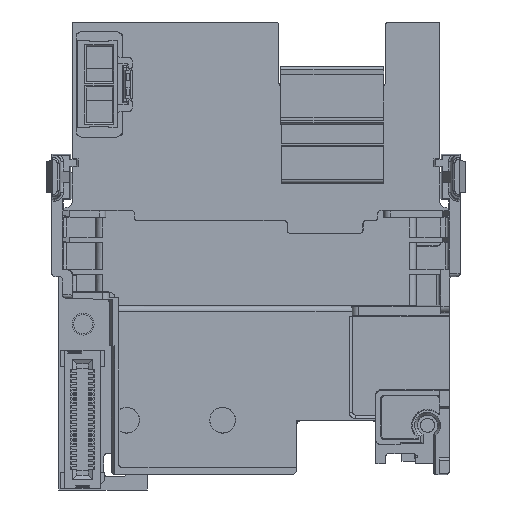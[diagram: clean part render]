
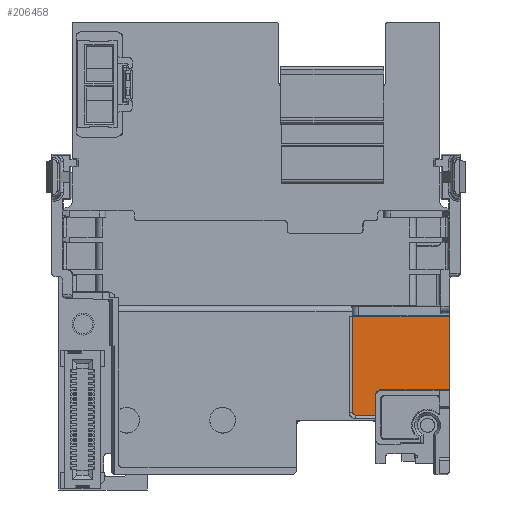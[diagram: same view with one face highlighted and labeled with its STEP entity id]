
A CAD part, front view. The second image highlights one B-rep face of the part: STEP entity #206458.
In plain terms, the highlighted planar face has unit normal (0, -1, 0).
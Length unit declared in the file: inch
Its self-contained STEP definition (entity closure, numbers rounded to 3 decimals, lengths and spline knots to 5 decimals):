
#290 = CARTESIAN_POINT ( 'NONE',  ( 1.11109, -0.16535, -2.41591 ) ) ;
#2498 = CARTESIAN_POINT ( 'NONE',  ( 1.09508, -0.16535, -1.81093 ) ) ;
#4321 = AXIS2_PLACEMENT_3D ( 'NONE', #86754, #50870, #71171 ) ;
#17485 = CARTESIAN_POINT ( 'NONE',  ( 1.10447, -0.16535, -2.41142 ) ) ;
#18060 = CARTESIAN_POINT ( 'NONE',  ( 1.2612, -0.16535, -2.26378 ) ) ;
#18265 = CARTESIAN_POINT ( 'NONE',  ( 1.1107, -0.16535, -2.41575 ) ) ;
#21425 = VERTEX_POINT ( 'NONE', #156748 ) ;
#26254 = CARTESIAN_POINT ( 'NONE',  ( 1.6935, -0.16535, -2.25993 ) ) ;
#32906 = CARTESIAN_POINT ( 'NONE',  ( 1.26243, -0.16535, -2.26322 ) ) ;
#34449 = VERTEX_POINT ( 'NONE', #26254 ) ;
#34620 = CARTESIAN_POINT ( 'NONE',  ( 1.10706, -0.16535, -2.41378 ) ) ;
#36916 = CARTESIAN_POINT ( 'NONE',  ( 1.10557, -0.16535, -2.41255 ) ) ;
#37220 = LINE ( 'NONE', #181899, #176689 ) ;
#37866 = DIRECTION ( 'NONE',  ( 1., 0., 0. ) ) ;
#40909 = ORIENTED_EDGE ( 'NONE', *, *, #139869, .T. ) ;
#50758 = CARTESIAN_POINT ( 'NONE',  ( 1.23917, -0.16535, -2.29313 ) ) ;
#50870 = DIRECTION ( 'NONE',  ( 0., -1., 0. ) ) ;
#51544 = CARTESIAN_POINT ( 'NONE',  ( 1.24846, -0.16535, -2.27337 ) ) ;
#52520 = CARTESIAN_POINT ( 'NONE',  ( 1.10372, -0.16535, -2.41059 ) ) ;
#53693 = LINE ( 'NONE', #2498, #176198 ) ;
#55378 = EDGE_CURVE ( 'NONE', #21425, #183639, #53693, .T. ) ;
#61275 = VERTEX_POINT ( 'NONE', #135538 ) ;
#63592 = B_SPLINE_CURVE_WITH_KNOTS ( 'NONE', 3,
 ( #124806, #212762, #50758, #124039, #159067, #194873, #123281, #211240, #70295, #69531, #51544, #121732, #86646, #213538, #18060, #32906, #157564, #142706, #104523, #103736 ),
 .UNSPECIFIED., .F., .F.,
 ( 4, 1, 1, 2, 2, 2, 2, 1, 1, 2, 2, 4 ),
 ( 0., 0.125, 0.1875, 0.21875, 0.25, 0.375, 0.5, 0.625, 0.6875, 0.71875, 0.75, 1. ),
 .UNSPECIFIED. ) ;
#66583 = CARTESIAN_POINT ( 'NONE',  ( 1.09893, -0.16535, -2.39773 ) ) ;
#69531 = CARTESIAN_POINT ( 'NONE',  ( 1.24672, -0.16535, -2.27549 ) ) ;
#69725 = CARTESIAN_POINT ( 'NONE',  ( 1.10135, -0.16535, -2.40731 ) ) ;
#70295 = CARTESIAN_POINT ( 'NONE',  ( 1.2438, -0.16535, -2.27994 ) ) ;
#71171 = DIRECTION ( 'NONE',  ( 0., 0., -1. ) ) ;
#72439 = EDGE_CURVE ( 'NONE', #183639, #213526, #139512, .T. ) ;
#75868 = CARTESIAN_POINT ( 'NONE',  ( 1.6935, -0.16535, -1.15748 ) ) ;
#77171 = CARTESIAN_POINT ( 'NONE',  ( 1.16004, -0.16535, -2.25993 ) ) ;
#86646 = CARTESIAN_POINT ( 'NONE',  ( 1.25534, -0.16535, -2.26703 ) ) ;
#86754 = CARTESIAN_POINT ( 'NONE',  ( 1.09508, -0.16535, -1.74803 ) ) ;
#86843 = CARTESIAN_POINT ( 'NONE',  ( 1.09893, -0.16535, -2.40023 ) ) ;
#87621 = CARTESIAN_POINT ( 'NONE',  ( 1.10419, -0.16535, -2.41112 ) ) ;
#90363 = CARTESIAN_POINT ( 'NONE',  ( 1.09893, -0.16535, -1.74803 ) ) ;
#90689 = CARTESIAN_POINT ( 'NONE',  ( 1.10244, -0.16535, -2.40897 ) ) ;
#96823 = EDGE_CURVE ( 'NONE', #107332, #61275, #121458, .T. ) ;
#102019 = CARTESIAN_POINT ( 'NONE',  ( 1.23882, -0.16535, -2.41741 ) ) ;
#102421 = CARTESIAN_POINT ( 'NONE',  ( 1.09939, -0.16535, -2.40265 ) ) ;
#103736 = CARTESIAN_POINT ( 'NONE',  ( 1.27819, -0.16535, -2.25993 ) ) ;
#104523 = CARTESIAN_POINT ( 'NONE',  ( 1.27315, -0.16535, -2.25993 ) ) ;
#104772 = EDGE_CURVE ( 'NONE', #213526, #219239, #144572, .T. ) ;
#107332 = VERTEX_POINT ( 'NONE', #102019 ) ;
#108544 = DIRECTION ( 'NONE',  ( 0., 0., -1. ) ) ;
#109567 = VECTOR ( 'NONE', #129400, 39.37008 ) ;
#114794 = EDGE_CURVE ( 'NONE', #34449, #186061, #215573, .T. ) ;
#117343 = ORIENTED_EDGE ( 'NONE', *, *, #114794, .F. ) ;
#121458 = LINE ( 'NONE', #213434, #218890 ) ;
#121732 = CARTESIAN_POINT ( 'NONE',  ( 1.25225, -0.16535, -2.26956 ) ) ;
#123281 = CARTESIAN_POINT ( 'NONE',  ( 1.24134, -0.16535, -2.28544 ) ) ;
#124039 = CARTESIAN_POINT ( 'NONE',  ( 1.24018, -0.16535, -2.28894 ) ) ;
#124806 = CARTESIAN_POINT ( 'NONE',  ( 1.23882, -0.16535, -2.2993 ) ) ;
#125010 = CARTESIAN_POINT ( 'NONE',  ( 1.10077, -0.16535, -2.40616 ) ) ;
#129400 = DIRECTION ( 'NONE',  ( -1., 0., 0. ) ) ;
#129401 = EDGE_CURVE ( 'NONE', #61275, #186061, #63592, .T. ) ;
#135538 = CARTESIAN_POINT ( 'NONE',  ( 1.23882, -0.16535, -2.2993 ) ) ;
#136575 = PLANE ( 'NONE',  #4321 ) ;
#137816 = LINE ( 'NONE', #75868, #190751 ) ;
#139512 = LINE ( 'NONE', #90363, #181263 ) ;
#139869 = EDGE_CURVE ( 'NONE', #219239, #107332, #37220, .T. ) ;
#141845 = DIRECTION ( 'NONE',  ( 0., 0., 1. ) ) ;
#142706 = CARTESIAN_POINT ( 'NONE',  ( 1.26832, -0.16535, -2.26085 ) ) ;
#142907 = CARTESIAN_POINT ( 'NONE',  ( 1.11359, -0.16535, -2.41695 ) ) ;
#144572 = B_SPLINE_CURVE_WITH_KNOTS ( 'NONE', 3,
 ( #175632, #86843, #102421, #125010, #69725, #90689, #194314, #52520, #87621, #17485, #36916, #34620, #230175, #196609, #18265, #290, #142907, #159270, #177182 ),
 .UNSPECIFIED., .F., .F.,
 ( 4, 2, 2, 1, 2, 2, 1, 1, 2, 2, 4 ),
 ( 0., 0.25, 0.375, 0.4375, 0.46875, 0.5, 0.625, 0.6875, 0.71875, 0.75, 1. ),
 .UNSPECIFIED. ) ;
#149945 = EDGE_CURVE ( 'NONE', #21425, #34449, #137816, .T. ) ;
#156748 = CARTESIAN_POINT ( 'NONE',  ( 1.6935, -0.16535, -1.81093 ) ) ;
#156781 = EDGE_LOOP ( 'NONE', ( #171171, #117343, #214950, #215713, #223801, #214019, #40909, #174679 ) ) ;
#157564 = CARTESIAN_POINT ( 'NONE',  ( 1.26312, -0.16535, -2.26293 ) ) ;
#159067 = CARTESIAN_POINT ( 'NONE',  ( 1.24074, -0.16535, -2.28716 ) ) ;
#159270 = CARTESIAN_POINT ( 'NONE',  ( 1.11601, -0.16535, -2.41741 ) ) ;
#171171 = ORIENTED_EDGE ( 'NONE', *, *, #129401, .T. ) ;
#174270 = FACE_OUTER_BOUND ( 'NONE', #156781, .T. ) ;
#174679 = ORIENTED_EDGE ( 'NONE', *, *, #96823, .T. ) ;
#175632 = CARTESIAN_POINT ( 'NONE',  ( 1.09893, -0.16535, -2.39773 ) ) ;
#176198 = VECTOR ( 'NONE', #200309, 39.37008 ) ;
#176689 = VECTOR ( 'NONE', #37866, 39.37008 ) ;
#177182 = CARTESIAN_POINT ( 'NONE',  ( 1.11861, -0.16535, -2.41741 ) ) ;
#179940 = CARTESIAN_POINT ( 'NONE',  ( 1.09893, -0.16535, -1.81093 ) ) ;
#181263 = VECTOR ( 'NONE', #218038, 39.37008 ) ;
#181899 = CARTESIAN_POINT ( 'NONE',  ( 1.09508, -0.16535, -2.41741 ) ) ;
#183639 = VERTEX_POINT ( 'NONE', #179940 ) ;
#186061 = VERTEX_POINT ( 'NONE', #225302 ) ;
#190751 = VECTOR ( 'NONE', #108544, 39.37008 ) ;
#194314 = CARTESIAN_POINT ( 'NONE',  ( 1.10304, -0.16535, -2.40979 ) ) ;
#194873 = CARTESIAN_POINT ( 'NONE',  ( 1.24114, -0.16535, -2.28598 ) ) ;
#196609 = CARTESIAN_POINT ( 'NONE',  ( 1.11005, -0.16535, -2.41545 ) ) ;
#200309 = DIRECTION ( 'NONE',  ( -1., 0., 0. ) ) ;
#206458 = ADVANCED_FACE ( 'NONE', ( #174270 ), #136575, .T. ) ;
#209464 = CARTESIAN_POINT ( 'NONE',  ( 1.11861, -0.16535, -2.41741 ) ) ;
#211240 = CARTESIAN_POINT ( 'NONE',  ( 1.24257, -0.16535, -2.2823 ) ) ;
#212762 = CARTESIAN_POINT ( 'NONE',  ( 1.23882, -0.16535, -2.29681 ) ) ;
#213434 = CARTESIAN_POINT ( 'NONE',  ( 1.23882, -0.16535, -1.74803 ) ) ;
#213526 = VERTEX_POINT ( 'NONE', #66583 ) ;
#213538 = CARTESIAN_POINT ( 'NONE',  ( 1.25938, -0.16535, -2.26467 ) ) ;
#214019 = ORIENTED_EDGE ( 'NONE', *, *, #104772, .T. ) ;
#214950 = ORIENTED_EDGE ( 'NONE', *, *, #149945, .F. ) ;
#215573 = LINE ( 'NONE', #77171, #109567 ) ;
#215713 = ORIENTED_EDGE ( 'NONE', *, *, #55378, .T. ) ;
#218038 = DIRECTION ( 'NONE',  ( 0., 0., -1. ) ) ;
#218890 = VECTOR ( 'NONE', #141845, 39.37008 ) ;
#219239 = VERTEX_POINT ( 'NONE', #209464 ) ;
#223801 = ORIENTED_EDGE ( 'NONE', *, *, #72439, .T. ) ;
#225302 = CARTESIAN_POINT ( 'NONE',  ( 1.27819, -0.16535, -2.25993 ) ) ;
#230175 = CARTESIAN_POINT ( 'NONE',  ( 1.10911, -0.16535, -2.41498 ) ) ;
